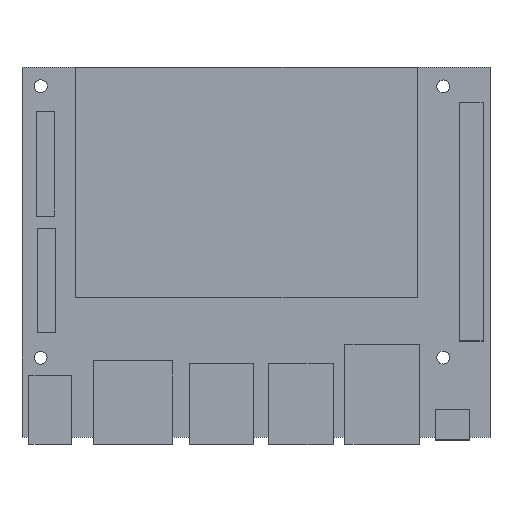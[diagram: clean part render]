
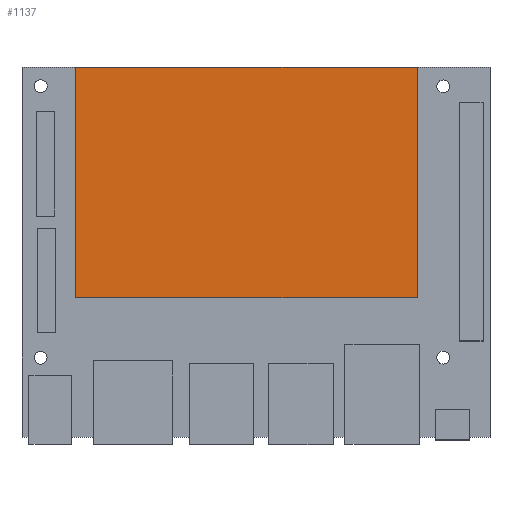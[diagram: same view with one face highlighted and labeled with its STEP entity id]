
A CAD part, top view. The second image highlights one B-rep face of the part: STEP entity #1137.
In plain terms, the highlighted planar face has unit normal (0, 0, 1).
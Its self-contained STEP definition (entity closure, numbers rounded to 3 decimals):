
#107=PLANE('',#1239);
#177=FACE_OUTER_BOUND('',#255,.T.);
#255=EDGE_LOOP('',(#1057,#1058,#1059,#1060));
#383=LINE('',#1827,#519);
#386=LINE('',#1833,#522);
#389=LINE('',#1839,#525);
#392=LINE('',#1843,#528);
#519=VECTOR('',#1515,10.);
#522=VECTOR('',#1520,10.);
#525=VECTOR('',#1525,10.);
#528=VECTOR('',#1530,10.);
#627=VERTEX_POINT('',#1824);
#628=VERTEX_POINT('',#1826);
#630=VERTEX_POINT('',#1832);
#632=VERTEX_POINT('',#1838);
#767=EDGE_CURVE('',#628,#627,#383,.T.);
#770=EDGE_CURVE('',#630,#628,#386,.T.);
#773=EDGE_CURVE('',#632,#630,#389,.T.);
#776=EDGE_CURVE('',#627,#632,#392,.T.);
#1057=ORIENTED_EDGE('',*,*,#776,.T.);
#1058=ORIENTED_EDGE('',*,*,#773,.T.);
#1059=ORIENTED_EDGE('',*,*,#770,.T.);
#1060=ORIENTED_EDGE('',*,*,#767,.T.);
#1137=ADVANCED_FACE('',(#177),#107,.T.);
#1239=AXIS2_PLACEMENT_3D('',#1844,#1531,#1532);
#1515=DIRECTION('',(-1.,0.,0.));
#1520=DIRECTION('',(0.,1.,0.));
#1525=DIRECTION('',(1.,0.,0.));
#1530=DIRECTION('',(0.,-1.,0.));
#1531=DIRECTION('center_axis',(0.,0.,1.));
#1532=DIRECTION('ref_axis',(1.,0.,0.));
#1824=CARTESIAN_POINT('',(-45.426,39.855,35.));
#1826=CARTESIAN_POINT('',(27.625,39.855,35.));
#1827=CARTESIAN_POINT('',(-56.849,39.855,35.));
#1832=CARTESIAN_POINT('',(27.625,-9.412,35.));
#1833=CARTESIAN_POINT('',(27.625,-9.412,35.));
#1838=CARTESIAN_POINT('',(-45.426,-9.412,35.));
#1839=CARTESIAN_POINT('',(-45.426,-9.412,35.));
#1843=CARTESIAN_POINT('',(-45.426,39.855,35.));
#1844=CARTESIAN_POINT('Origin',(-8.9,15.221,35.));
